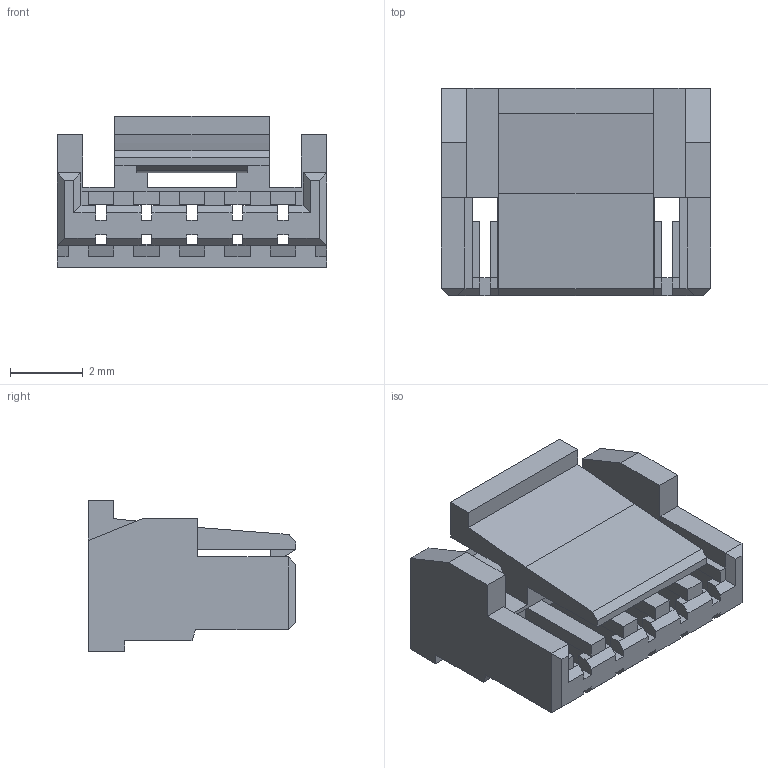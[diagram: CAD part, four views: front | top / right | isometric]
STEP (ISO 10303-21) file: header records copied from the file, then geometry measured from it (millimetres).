
FILE_DESCRIPTION (( 'STEP AP214' ), '1' );
FILE_NAME ('FHG12507-S05M2W1B-REF.STEP', '2026-01-20T01:19:49', ( '' ), ( '' ), 'SwSTEP 2.0', 'SolidWorks 2021', '' );
FILE_SCHEMA (( 'AUTOMOTIVE_DESIGN' ));
Length unit declared in the file: millimetre
Products named in the file (1): FHG12507-S05M2W1B-REF
Bounding box: 7.4 x 5.7 x 4.15 mm (x, y, z)
Volume: 56.2 mm3; surface area: 328.6 mm2
Topology: 1 solids, 1 shells, 252 faces, 767 edges, 500 vertices
Faces by surface type: plane 249, cylinder 3
Entity records: 8443 total; most frequent: ORIENTED_EDGE 1534, CARTESIAN_POINT 1520, DIRECTION 1279, EDGE_CURVE 767, LINE 761, VECTOR 761, VERTEX_POINT 500, AXIS2_PLACEMENT_3D 259
